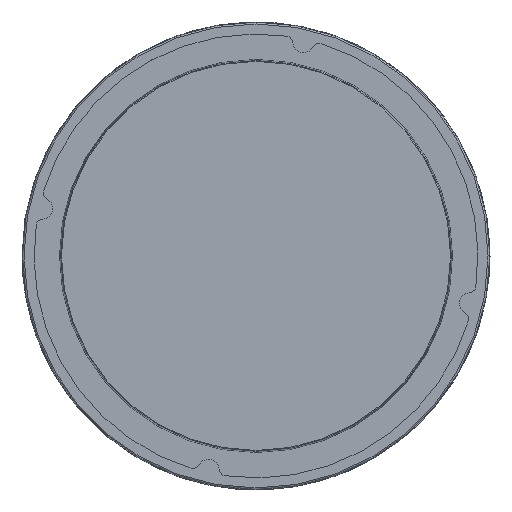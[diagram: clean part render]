
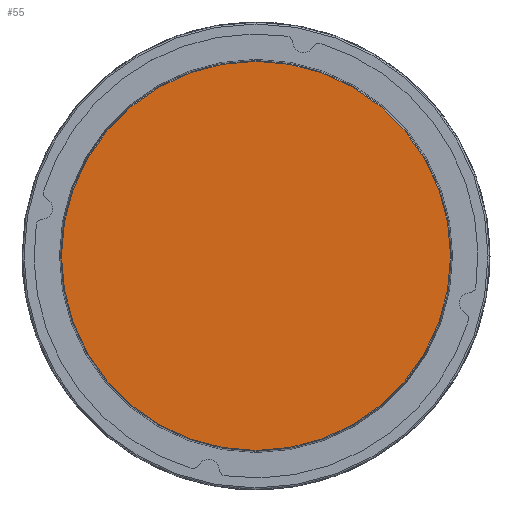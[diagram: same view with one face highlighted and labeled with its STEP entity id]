
A CAD part, top view. The second image highlights one B-rep face of the part: STEP entity #55.
In plain terms, the highlighted planar face has unit normal (0, 0, 1).
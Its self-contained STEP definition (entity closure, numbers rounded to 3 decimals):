
#55 = ADVANCED_FACE ( 'NONE', ( #605 ), #1187, .T. ) ;
#254 = CARTESIAN_POINT ( 'NONE',  ( 137.63, 0., 0. ) ) ;
#433 = AXIS2_PLACEMENT_3D ( 'NONE', #1888, #944, #2263 ) ;
#482 = CARTESIAN_POINT ( 'NONE',  ( 5.134, 76.839, 0. ) ) ;
#588 = EDGE_CURVE ( 'NONE', #2092, #2092, #624, .T. ) ;
#605 = FACE_OUTER_BOUND ( 'NONE', #1775, .T. ) ;
#624 = CIRCLE ( 'NONE', #433, 137.63 ) ;
#673 = DIRECTION ( 'NONE',  ( 1., 0., 0. ) ) ;
#830 = AXIS2_PLACEMENT_3D ( 'NONE', #482, #1806, #673 ) ;
#944 = DIRECTION ( 'NONE',  ( 0., 0., 1. ) ) ;
#1187 = PLANE ( 'NONE',  #830 ) ;
#1775 = EDGE_LOOP ( 'NONE', ( #1947 ) ) ;
#1806 = DIRECTION ( 'NONE',  ( 0., 0., 1. ) ) ;
#1888 = CARTESIAN_POINT ( 'NONE',  ( 0., 0., 0. ) ) ;
#1947 = ORIENTED_EDGE ( 'NONE', *, *, #588, .T. ) ;
#2092 = VERTEX_POINT ( 'NONE', #254 ) ;
#2263 = DIRECTION ( 'NONE',  ( 1., 0., 0. ) ) ;
